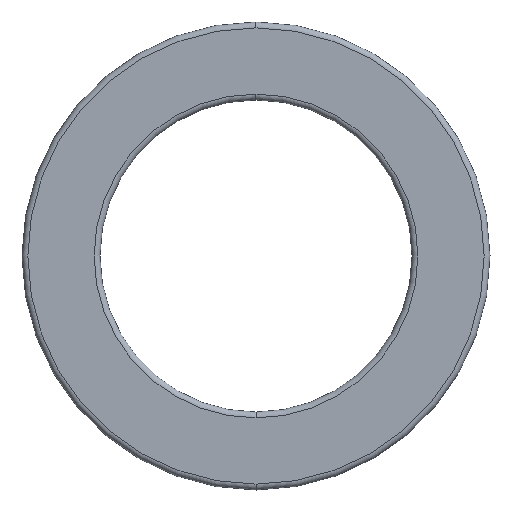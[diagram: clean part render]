
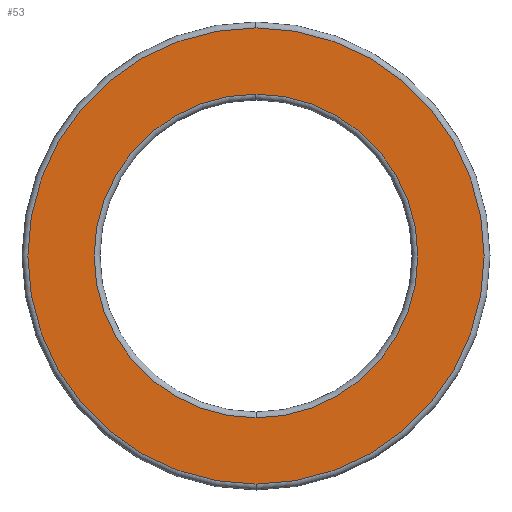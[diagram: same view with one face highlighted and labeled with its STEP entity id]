
A CAD part, left-side view. The second image highlights one B-rep face of the part: STEP entity #53.
In plain terms, the highlighted planar face has unit normal (-1, 0, 0).
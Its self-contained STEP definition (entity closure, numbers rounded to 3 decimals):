
#53=ADVANCED_FACE('',(#75,#76),#77,.T.);
#75=FACE_OUTER_BOUND('',#123,.T.);
#76=FACE_BOUND('',#124,.T.);
#77=PLANE('',#125);
#123=EDGE_LOOP('',(#237,#238,#239));
#124=EDGE_LOOP('',(#240,#241,#242));
#125=AXIS2_PLACEMENT_3D('',#243,#244,#245);
#237=ORIENTED_EDGE('',*,*,#376,.F.);
#238=ORIENTED_EDGE('',*,*,#375,.F.);
#239=ORIENTED_EDGE('',*,*,#379,.F.);
#240=ORIENTED_EDGE('',*,*,#351,.T.);
#241=ORIENTED_EDGE('',*,*,#380,.T.);
#242=ORIENTED_EDGE('',*,*,#352,.T.);
#243=CARTESIAN_POINT('',(0.,5.0,0.0));
#244=DIRECTION('',(-1.0,0.,0.0));
#245=DIRECTION('',(0.,-1.0,0.0));
#351=EDGE_CURVE('',#522,#520,#523,.T.);
#352=EDGE_CURVE('',#514,#522,#524,.T.);
#375=EDGE_CURVE('',#564,#567,#568,.T.);
#376=EDGE_CURVE('',#567,#569,#570,.T.);
#379=EDGE_CURVE('',#569,#564,#573,.T.);
#380=EDGE_CURVE('',#520,#514,#574,.T.);
#514=VERTEX_POINT('',#618);
#520=VERTEX_POINT('',#624);
#522=VERTEX_POINT('',#626);
#523=CIRCLE('',#627,4.15);
#524=CIRCLE('',#628,4.15);
#564=VERTEX_POINT('',#672);
#567=VERTEX_POINT('',#675);
#568=CIRCLE('',#676,5.85);
#569=VERTEX_POINT('',#677);
#570=CIRCLE('',#678,5.85);
#573=CIRCLE('',#681,5.85);
#574=CIRCLE('',#682,4.15);
#618=CARTESIAN_POINT('',(0.0,0.,-4.15));
#624=CARTESIAN_POINT('',(0.0,0.,4.15));
#626=CARTESIAN_POINT('',(0.0,4.15,0.0));
#627=AXIS2_PLACEMENT_3D('',#761,#762,#763);
#628=AXIS2_PLACEMENT_3D('',#764,#765,#766);
#672=CARTESIAN_POINT('',(0.,0.,-5.85));
#675=CARTESIAN_POINT('',(0.,5.85,0.0));
#676=AXIS2_PLACEMENT_3D('',#825,#826,#827);
#677=CARTESIAN_POINT('',(0.,0.,5.85));
#678=AXIS2_PLACEMENT_3D('',#828,#829,#830);
#681=AXIS2_PLACEMENT_3D('',#837,#838,#839);
#682=AXIS2_PLACEMENT_3D('',#840,#841,#842);
#761=CARTESIAN_POINT('',(0.0,0.0,0.0));
#762=DIRECTION('',(1.0,0.0,0.0));
#763=DIRECTION('',(0.0,1.0,0.0));
#764=CARTESIAN_POINT('',(0.0,0.0,0.0));
#765=DIRECTION('',(1.0,0.0,0.0));
#766=DIRECTION('',(0.0,1.0,0.0));
#825=CARTESIAN_POINT('',(0.,0.0,0.0));
#826=DIRECTION('',(1.0,0.0,0.0));
#827=DIRECTION('',(0.0,1.0,0.0));
#828=CARTESIAN_POINT('',(0.,0.0,0.0));
#829=DIRECTION('',(1.0,0.0,0.0));
#830=DIRECTION('',(0.0,1.0,0.0));
#837=CARTESIAN_POINT('',(0.,0.0,0.0));
#838=DIRECTION('',(1.0,0.0,0.0));
#839=DIRECTION('',(0.0,1.0,0.0));
#840=CARTESIAN_POINT('',(0.0,0.0,0.0));
#841=DIRECTION('',(1.0,0.0,0.0));
#842=DIRECTION('',(0.0,1.0,0.0));
